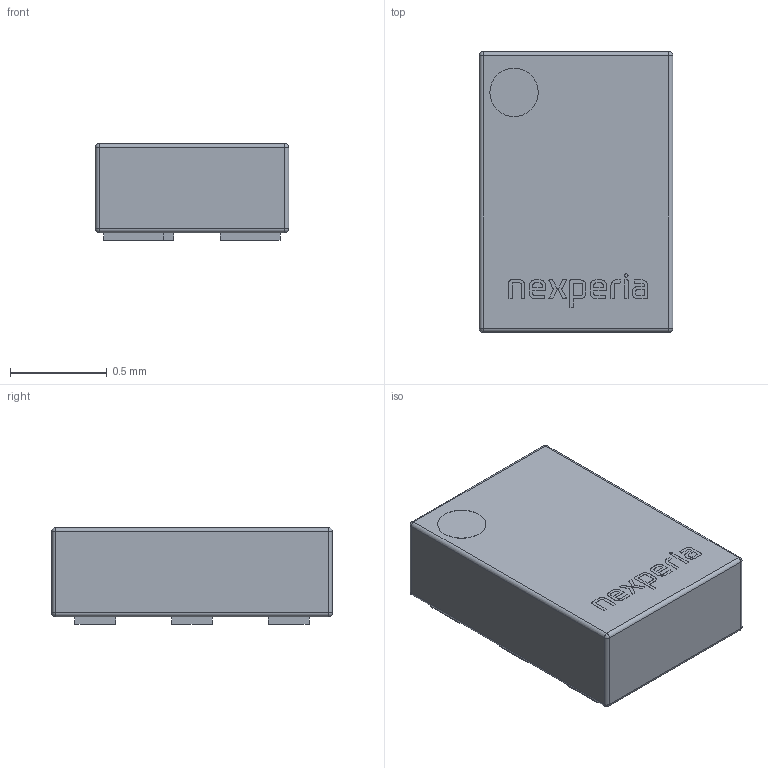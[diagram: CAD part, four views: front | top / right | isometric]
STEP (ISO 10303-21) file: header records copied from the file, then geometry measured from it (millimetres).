
FILE_DESCRIPTION(/* description */ (''),/* implementation_level */ '2;1');
FILE_NAME(/* name */ 'SOT886.stp',/* time_stamp */ '2020-01-30T16:47:52+02:00',/* author */ ('khaled'),/* organization */ (''),/* preprocessor_version */ 'ST-DEVELOPER v17.2',/* originating_system */ 'Autodesk Inventor 2019',/* authorisation */ '');
FILE_SCHEMA (('AUTOMOTIVE_DESIGN { 1 0 10303 214 3 1 1 }'));
Length unit declared in the file: millimetre
Products named in the file (5): SOT886; Boady; Leads; Nexperia; circle
Assembly tree (4 placements, depth 2):
  SOT886
    Boady
    Leads
    Nexperia
    circle
Bounding box: 1 x 1.45 x 0.5 mm (x, y, z)
Volume: 0.7 mm3; surface area: 6.3 mm2
Topology: 18 solids, 18 shells, 216 faces, 516 edges, 336 vertices
Faces by surface type: plane 133, cylinder 40, bspline 35, sphere 8
Full cylindrical faces by diameter (mm): 0.017 x1, 0.25 x1
Entity records: 6621 total; most frequent: CARTESIAN_POINT 1572, ORIENTED_EDGE 1032, DIRECTION 898, EDGE_CURVE 516, LINE 366, VECTOR 366, VERTEX_POINT 336, AXIS2_PLACEMENT_3D 266
